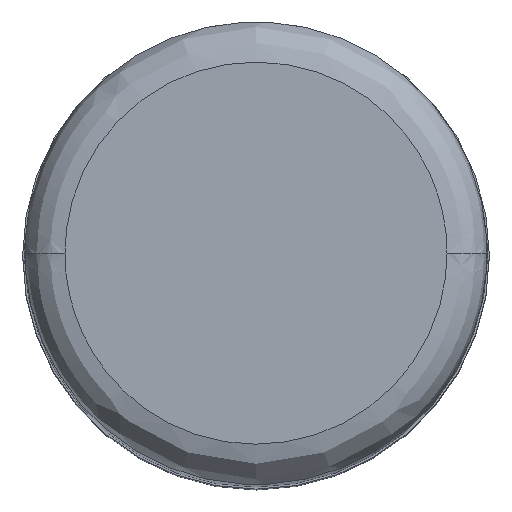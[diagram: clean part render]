
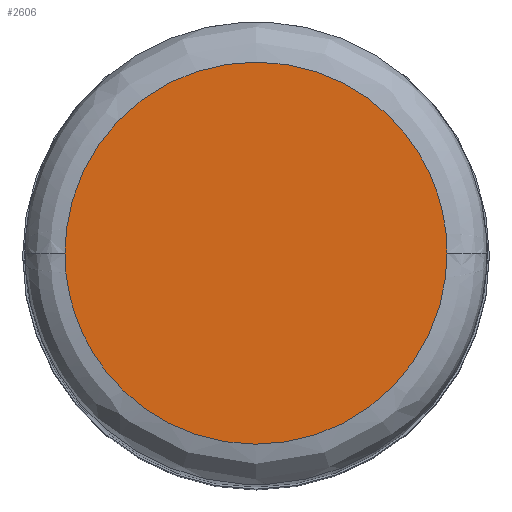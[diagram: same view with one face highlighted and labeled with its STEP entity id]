
A CAD part, top view. The second image highlights one B-rep face of the part: STEP entity #2606.
In plain terms, the highlighted planar face has unit normal (0, 0, 1).
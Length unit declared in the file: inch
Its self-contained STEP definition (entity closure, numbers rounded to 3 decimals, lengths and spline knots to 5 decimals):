
#252 = VERTEX_POINT ( 'NONE', #1152 ) ;
#740 = CARTESIAN_POINT ( 'NONE',  ( -3.74016, -7.48031, 47.24409 ) ) ;
#946 = CARTESIAN_POINT ( 'NONE',  ( 3.74016, -7.48031, 47.24409 ) ) ;
#1015 = ORIENTED_EDGE ( 'NONE', *, *, #1471, .F. ) ;
#1094 = CARTESIAN_POINT ( 'NONE',  ( 3.74016, 0., 47.24409 ) ) ;
#1152 = CARTESIAN_POINT ( 'NONE',  ( -3.74016, 0., 47.24409 ) ) ;
#1160 = CARTESIAN_POINT ( 'NONE',  ( -3.74016, 0., 47.24409 ) ) ;
#1270 =( BOUNDED_CURVE ( )  B_SPLINE_CURVE ( 3, ( #1094, #946, #740, #1160 ),
 .UNSPECIFIED., .F., .F. ) 
 B_SPLINE_CURVE_WITH_KNOTS ( ( 4, 4 ),
 ( 0., 1. ),
 .UNSPECIFIED. ) 
 CURVE ( )  GEOMETRIC_REPRESENTATION_ITEM ( )  RATIONAL_B_SPLINE_CURVE ( ( 1., 0.333, 0.333, 1. ) ) 
 REPRESENTATION_ITEM ( '' )  );
#1471 = EDGE_CURVE ( 'NONE', #3178, #252, #1270, .T. ) ;
#1502 =( BOUNDED_CURVE ( )  B_SPLINE_CURVE ( 3, ( #2028, #2039, #2095, #2104 ),
 .UNSPECIFIED., .F., .F. ) 
 B_SPLINE_CURVE_WITH_KNOTS ( ( 4, 4 ),
 ( 0., 1. ),
 .UNSPECIFIED. ) 
 CURVE ( )  GEOMETRIC_REPRESENTATION_ITEM ( )  RATIONAL_B_SPLINE_CURVE ( ( 1., 0.333, 0.333, 1. ) ) 
 REPRESENTATION_ITEM ( '' )  );
#2028 = CARTESIAN_POINT ( 'NONE',  ( -3.74016, 0., 47.24409 ) ) ;
#2039 = CARTESIAN_POINT ( 'NONE',  ( -3.74016, 7.48031, 47.24409 ) ) ;
#2095 = CARTESIAN_POINT ( 'NONE',  ( 3.74016, 7.48031, 47.24409 ) ) ;
#2104 = CARTESIAN_POINT ( 'NONE',  ( 3.74016, 0., 47.24409 ) ) ;
#2107 = ORIENTED_EDGE ( 'NONE', *, *, #2124, .F. ) ;
#2124 = EDGE_CURVE ( 'NONE', #252, #3178, #1502, .T. ) ;
#2200 = FACE_OUTER_BOUND ( 'NONE', #3282, .T. ) ;
#2301 = CARTESIAN_POINT ( 'NONE',  ( 3.74016, 0., 47.24409 ) ) ;
#2427 = DIRECTION ( 'NONE',  ( 1., 0., 0. ) ) ;
#2430 = DIRECTION ( 'NONE',  ( 0., 0., 1. ) ) ;
#2435 = PLANE ( 'NONE',  #2704 ) ;
#2446 = CARTESIAN_POINT ( 'NONE',  ( 0., 0., 47.24409 ) ) ;
#2606 = ADVANCED_FACE ( 'NONE', ( #2200 ), #2435, .T. ) ;
#2704 = AXIS2_PLACEMENT_3D ( 'NONE', #2446, #2430, #2427 ) ;
#3178 = VERTEX_POINT ( 'NONE', #2301 ) ;
#3282 = EDGE_LOOP ( 'NONE', ( #2107, #1015 ) ) ;
